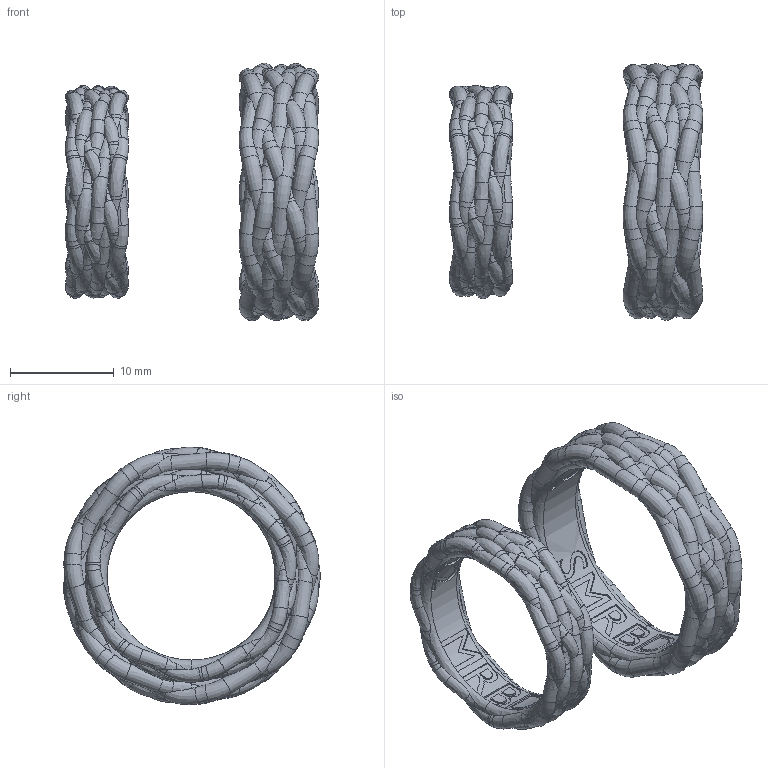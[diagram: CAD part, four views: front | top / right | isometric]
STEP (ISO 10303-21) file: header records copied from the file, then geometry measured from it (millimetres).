
FILE_DESCRIPTION(('FreeCAD Model'),'2;1');
FILE_NAME('Open CASCADE Shape Model','2025-04-27T21:14:23',('FreeCAD'),( 'FreeCAD'),'Open CASCADE STEP processor 7.6','FreeCAD','Unknown');
FILE_SCHEMA(('AUTOMOTIVE_DESIGN { 1 0 10303 214 1 1 1 1 }'));
Products named in the file (1): Open CASCADE STEP translator 7.6 1
Bounding box: 24.36 x 24.67 x 24.76 mm (x, y, z)
Volume: 1535.7 mm3; surface area: 2208.6 mm2
Topology: 2 solids, 9 shells, 1230 faces, 3512 edges, 2324 vertices
Faces by surface type: bspline 1230
Entity records: 114712 total; most frequent: CARTESIAN_POINT 94601, ORIENTED_EDGE 7024, EDGE_CURVE 3512, B_SPLINE_CURVE_WITH_KNOTS 2684, VERTEX_POINT 2324, FACE_BOUND 1282, EDGE_LOOP 1282, ADVANCED_FACE 1230
